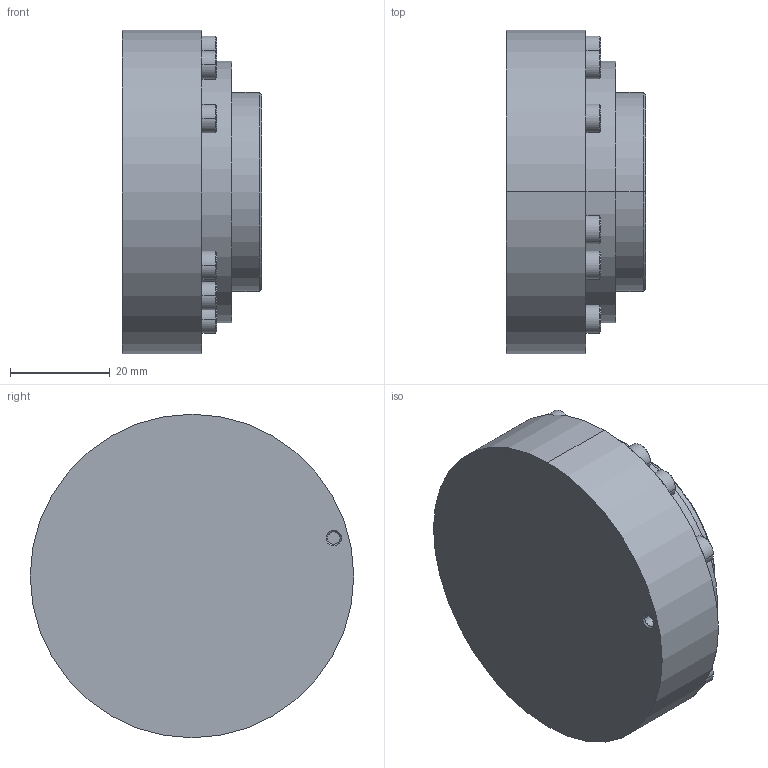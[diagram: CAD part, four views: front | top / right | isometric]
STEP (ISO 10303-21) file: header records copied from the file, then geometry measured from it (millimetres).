
FILE_DESCRIPTION (( 'STEP AP203' ), '1' );
FILE_NAME ('link5_test2_Default_sldprt.STEP', '2022-05-04T15:02:16', ( '' ), ( '' ), 'SwSTEP 2.0', 'SolidWorks 2021', '' );
FILE_SCHEMA (( 'CONFIG_CONTROL_DESIGN' ));
Length unit declared in the file: metre
Products named in the file (1): link5_test2_Default_sldprt
Bounding box: 28 x 65 x 65 mm (x, y, z)
Volume: 71394.2 mm3; surface area: 13716.4 mm2
Topology: 1 solids, 1 shells, 209 faces, 478 edges, 290 vertices
Faces by surface type: plane 95, cylinder 50, bspline 48, cone 16
Entity records: 5945 total; most frequent: CARTESIAN_POINT 1312, DIRECTION 934, ORIENTED_EDGE 924, EDGE_CURVE 462, AXIS2_PLACEMENT_3D 312, LINE 310, VECTOR 310, VERTEX_POINT 290
